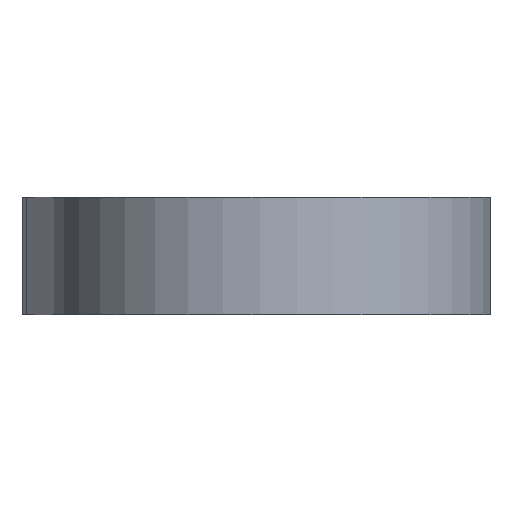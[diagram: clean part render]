
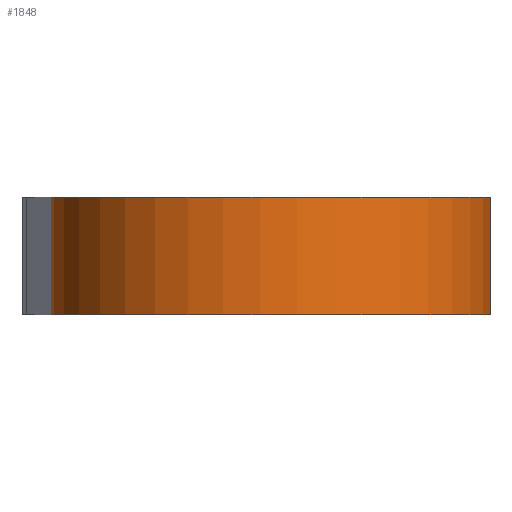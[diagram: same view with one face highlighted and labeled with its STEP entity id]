
A CAD part, front view. The second image highlights one B-rep face of the part: STEP entity #1848.
In plain terms, the highlighted cylindrical face has radius 15 mm (diameter 30 mm), a partial arc.
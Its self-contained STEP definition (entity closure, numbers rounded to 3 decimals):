
#69 = DIRECTION ( 'NONE',  ( 1., 0., 0. ) ) ;
#99 = DIRECTION ( 'NONE',  ( 1., 0., 0. ) ) ;
#124 = CARTESIAN_POINT ( 'NONE',  ( 0., 0., 8. ) ) ;
#159 = EDGE_LOOP ( 'NONE', ( #220, #1770, #271, #1263 ) ) ;
#191 = EDGE_CURVE ( 'NONE', #1190, #1234, #221, .T. ) ;
#220 = ORIENTED_EDGE ( 'NONE', *, *, #528, .T. ) ;
#221 = LINE ( 'NONE', #1817, #1266 ) ;
#233 = VERTEX_POINT ( 'NONE', #1217 ) ;
#271 = ORIENTED_EDGE ( 'NONE', *, *, #848, .F. ) ;
#341 = EDGE_CURVE ( 'NONE', #1561, #233, #681, .T. ) ;
#448 = AXIS2_PLACEMENT_3D ( 'NONE', #763, #1366, #69 ) ;
#460 = CARTESIAN_POINT ( 'NONE',  ( -15., 0., 0. ) ) ;
#517 = VECTOR ( 'NONE', #1064, 1000. ) ;
#528 = EDGE_CURVE ( 'NONE', #1234, #233, #1836, .T. ) ;
#552 = DIRECTION ( 'NONE',  ( 0., 0., -1. ) ) ;
#613 = CIRCLE ( 'NONE', #448, 15. ) ;
#681 = LINE ( 'NONE', #1376, #517 ) ;
#739 = CARTESIAN_POINT ( 'NONE',  ( -15., 0., 8. ) ) ;
#763 = CARTESIAN_POINT ( 'NONE',  ( 0., 0., 8. ) ) ;
#764 = DIRECTION ( 'NONE',  ( 0., 0., -1. ) ) ;
#848 = EDGE_CURVE ( 'NONE', #1190, #1561, #613, .T. ) ;
#1059 = AXIS2_PLACEMENT_3D ( 'NONE', #124, #552, #1144 ) ;
#1064 = DIRECTION ( 'NONE',  ( 0., 0., -1. ) ) ;
#1080 = FACE_OUTER_BOUND ( 'NONE', #159, .T. ) ;
#1144 = DIRECTION ( 'NONE',  ( -1., 0., 0. ) ) ;
#1190 = VERTEX_POINT ( 'NONE', #739 ) ;
#1217 = CARTESIAN_POINT ( 'NONE',  ( 11., 10.198, 0. ) ) ;
#1234 = VERTEX_POINT ( 'NONE', #460 ) ;
#1263 = ORIENTED_EDGE ( 'NONE', *, *, #191, .T. ) ;
#1266 = VECTOR ( 'NONE', #764, 1000. ) ;
#1292 = CARTESIAN_POINT ( 'NONE',  ( 11., 10.198, 8. ) ) ;
#1324 = CYLINDRICAL_SURFACE ( 'NONE', #1059, 15. ) ;
#1366 = DIRECTION ( 'NONE',  ( 0., 0., 1. ) ) ;
#1376 = CARTESIAN_POINT ( 'NONE',  ( 11., 10.198, 8. ) ) ;
#1561 = VERTEX_POINT ( 'NONE', #1292 ) ;
#1770 = ORIENTED_EDGE ( 'NONE', *, *, #341, .F. ) ;
#1817 = CARTESIAN_POINT ( 'NONE',  ( -15., 0., 8. ) ) ;
#1819 = AXIS2_PLACEMENT_3D ( 'NONE', #1851, #1856, #99 ) ;
#1836 = CIRCLE ( 'NONE', #1819, 15. ) ;
#1848 = ADVANCED_FACE ( 'NONE', ( #1080 ), #1324, .T. ) ;
#1851 = CARTESIAN_POINT ( 'NONE',  ( 0., 0., 0. ) ) ;
#1856 = DIRECTION ( 'NONE',  ( 0., 0., 1. ) ) ;
